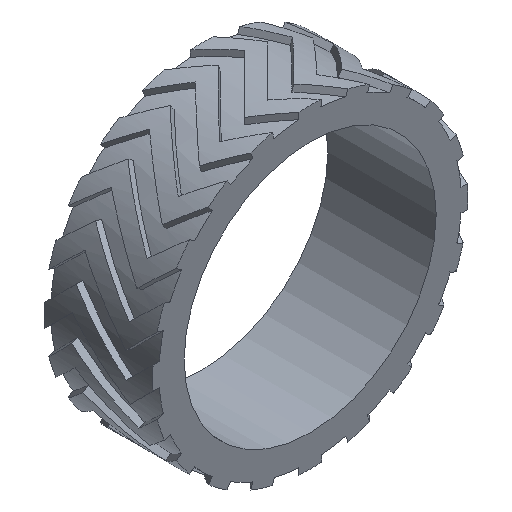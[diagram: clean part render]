
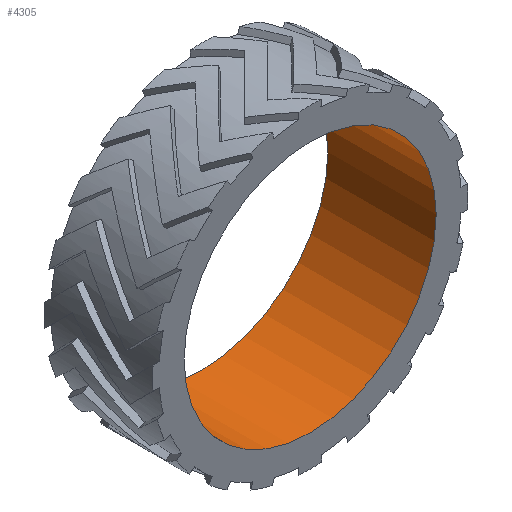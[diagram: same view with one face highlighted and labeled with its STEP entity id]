
A CAD part, isometric view. The second image highlights one B-rep face of the part: STEP entity #4305.
In plain terms, the highlighted cylindrical face has radius 20 mm (diameter 40 mm), a full revolution.
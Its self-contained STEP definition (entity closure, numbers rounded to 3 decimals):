
#953 = EDGE_CURVE('',#954,#954,#956,.T.);
#954 = VERTEX_POINT('',#955);
#955 = CARTESIAN_POINT('',(20.,8.6,0.));
#956 = CIRCLE('',#957,20.);
#957 = AXIS2_PLACEMENT_3D('',#958,#959,#960);
#958 = CARTESIAN_POINT('',(0.,8.6,0.));
#959 = DIRECTION('',(0.,-1.,0.));
#960 = DIRECTION('',(1.,0.,0.));
#1908 = EDGE_CURVE('',#1909,#1909,#1911,.T.);
#1909 = VERTEX_POINT('',#1910);
#1910 = CARTESIAN_POINT('',(20.,-8.6,0.));
#1911 = CIRCLE('',#1912,20.);
#1912 = AXIS2_PLACEMENT_3D('',#1913,#1914,#1915);
#1913 = CARTESIAN_POINT('',(0.,-8.6,0.));
#1914 = DIRECTION('',(0.,-1.,0.));
#1915 = DIRECTION('',(1.,0.,0.));
#4305 = ADVANCED_FACE('',(#4306),#4317,.F.);
#4306 = FACE_BOUND('',#4307,.T.);
#4307 = EDGE_LOOP('',(#4308,#4314,#4315,#4316));
#4308 = ORIENTED_EDGE('',*,*,#4309,.T.);
#4309 = EDGE_CURVE('',#954,#1909,#4310,.T.);
#4310 = LINE('',#4311,#4312);
#4311 = CARTESIAN_POINT('',(20.,8.6,0.));
#4312 = VECTOR('',#4313,1.);
#4313 = DIRECTION('',(0.,-1.,0.));
#4314 = ORIENTED_EDGE('',*,*,#1908,.T.);
#4315 = ORIENTED_EDGE('',*,*,#4309,.F.);
#4316 = ORIENTED_EDGE('',*,*,#953,.F.);
#4317 = CYLINDRICAL_SURFACE('',#4318,20.);
#4318 = AXIS2_PLACEMENT_3D('',#4319,#4320,#4321);
#4319 = CARTESIAN_POINT('',(0.,8.6,0.));
#4320 = DIRECTION('',(0.,1.,0.));
#4321 = DIRECTION('',(1.,0.,0.));
